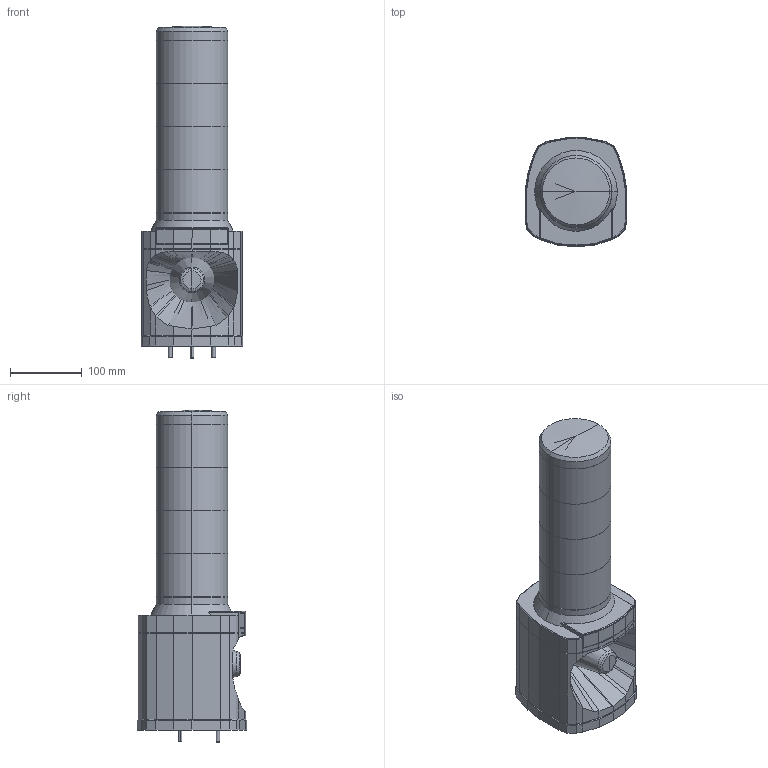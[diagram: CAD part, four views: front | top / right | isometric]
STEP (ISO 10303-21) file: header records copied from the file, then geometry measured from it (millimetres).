
FILE_DESCRIPTION (( 'STEP AP214' ), '1' );
FILE_NAME ('LKEH-402FEPUL-RYGB.step', '2019-03-26T15:52:10', ( '' ), ( '' ), 'SwSTEP 2.0', 'SolidWorks 2018', '' );
FILE_SCHEMA (( 'AUTOMOTIVE_DESIGN' ));
Length unit declared in the file: inch
Products named in the file (1): LKEH-402FEPUL-RYGB
Bounding box: 142 x 152 x 462.2 mm (x, y, z)
Volume: 4742650.7 mm3; surface area: 236467.1 mm2
Topology: 1 solids, 1 shells, 278 faces, 690 edges, 423 vertices
Faces by surface type: plane 186, bspline 42, cylinder 32, cone 18
Entity records: 8521 total; most frequent: CARTESIAN_POINT 2140, ORIENTED_EDGE 1364, DIRECTION 1205, EDGE_CURVE 682, LINE 549, VECTOR 549, VERTEX_POINT 423, AXIS2_PLACEMENT_3D 328
